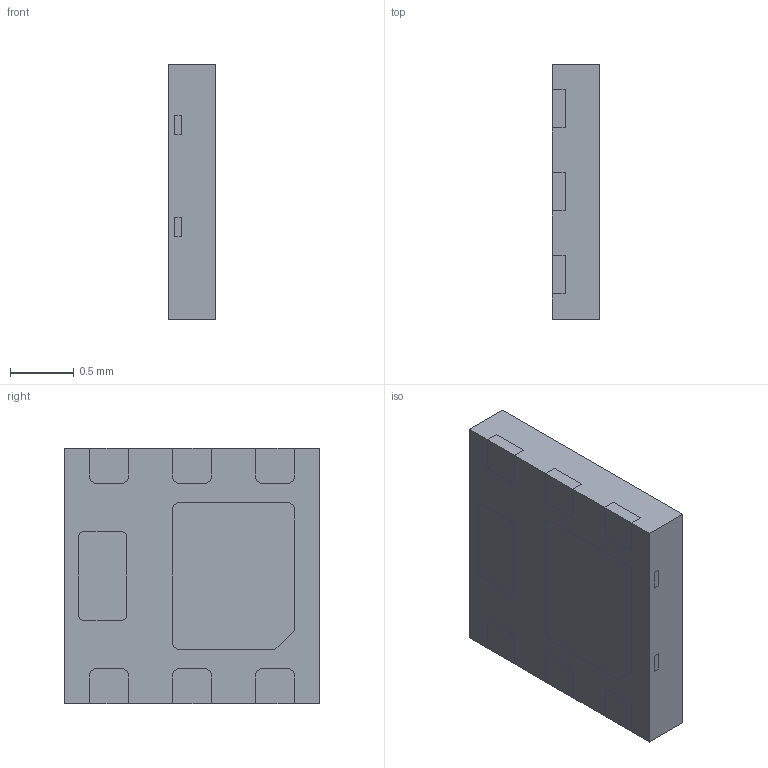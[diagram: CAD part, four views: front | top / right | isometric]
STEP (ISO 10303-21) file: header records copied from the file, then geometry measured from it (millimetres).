
FILE_DESCRIPTION(/* description */ ('Unknown'),/* implementation_level */ '2;1');
FILE_NAME(/* name */ 'DFN2020W-6 STP',/* time_stamp */ '2020-09-30T11:15:48+08:00',/* author */ ('Unknown'),/* organization */ ('Unknown'),/* preprocessor_version */ 'ST-DEVELOPER v16.7',/* originating_system */ 'DEX',/* authorisation */ $);
FILE_SCHEMA (('AUTOMOTIVE_DESIGN {1 0 10303 214 3 1 1}'));
Length unit declared in the file: millimetre
Products named in the file (3): DFN2020W-6; Compound; LDF
Assembly tree (2 placements, depth 2):
  DFN2020W-6
    Compound
    LDF
Bounding box: 0.37 x 2 x 2 mm (x, y, z)
Volume: 1.5 mm3; surface area: 22.6 mm2
Topology: 4 solids, 4 shells, 222 faces, 672 edges, 448 vertices
Faces by surface type: plane 148, cylinder 74
Entity records: 8445 total; most frequent: CARTESIAN_POINT 1345, ORIENTED_EDGE 1344, DIRECTION 1270, EDGE_CURVE 672, LINE 524, VECTOR 524, VERTEX_POINT 448, AXIS2_PLACEMENT_3D 373
